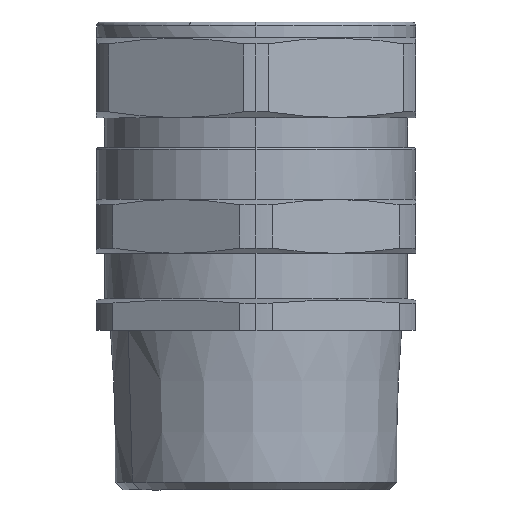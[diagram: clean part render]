
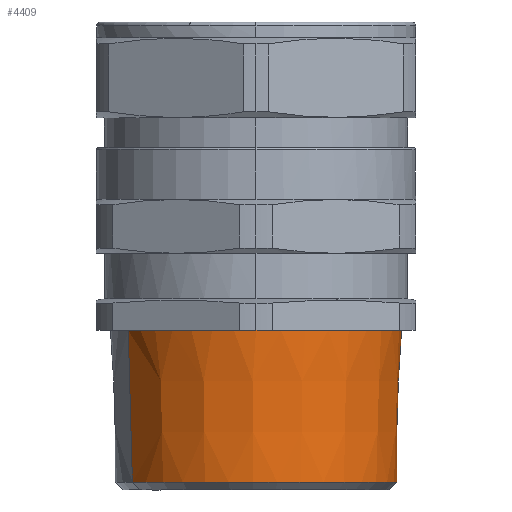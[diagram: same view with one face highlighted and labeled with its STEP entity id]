
A CAD part, front view. The second image highlights one B-rep face of the part: STEP entity #4409.
In plain terms, the highlighted conical face has half-angle 1.78 degrees and reference radius 35.257 mm.
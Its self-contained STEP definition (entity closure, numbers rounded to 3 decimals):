
#4300=AXIS2_PLACEMENT_3D('Circle Axis2P3D',#4298,#4299,$) ;
#4307=AXIS2_PLACEMENT_3D('Circle Axis2P3D',#4305,#4306,$) ;
#4395=AXIS2_PLACEMENT_3D('Cone Axis2P3D',#4392,#4393,#4394) ;
#4399=AXIS2_PLACEMENT_3D('Circle Axis2P3D',#4397,#4398,$) ;
#4293=CARTESIAN_POINT('Vertex',(7.968,27.001,46.478)) ;
#4298=CARTESIAN_POINT('Axis2P3D Location',(40.,44.5,46.478)) ;
#4302=CARTESIAN_POINT('Vertex',(40.,8.,46.478)) ;
#4305=CARTESIAN_POINT('Axis2P3D Location',(40.,44.5,46.478)) ;
#4309=CARTESIAN_POINT('Vertex',(72.032,61.999,46.478)) ;
#4357=CARTESIAN_POINT('Line Origine',(-13605.145,-7409.877,499197.956)) ;
#4361=CARTESIAN_POINT('Vertex',(9.005,27.567,8.477)) ;
#4364=CARTESIAN_POINT('Line Origine',(13685.145,7498.877,499197.956)) ;
#4368=CARTESIAN_POINT('Vertex',(70.995,61.433,8.477)) ;
#4392=CARTESIAN_POINT('Axis2P3D Location',(40.,44.5,6.478)) ;
#4397=CARTESIAN_POINT('Axis2P3D Location',(40.,44.5,8.477)) ;
#4299=DIRECTION('Axis2P3D Direction',(0.,0.,-1.)) ;
#4306=DIRECTION('Axis2P3D Direction',(0.,0.,-1.)) ;
#4358=DIRECTION('Vector Direction',(-0.027,-0.015,1.)) ;
#4365=DIRECTION('Vector Direction',(0.027,0.015,1.)) ;
#4393=DIRECTION('Axis2P3D Direction',(0.,0.,1.)) ;
#4394=DIRECTION('Axis2P3D XDirection',(-0.878,-0.479,0.)) ;
#4398=DIRECTION('Axis2P3D Direction',(0.,0.,1.)) ;
#4359=VECTOR('Line Direction',#4358,1.) ;
#4366=VECTOR('Line Direction',#4365,1.) ;
#4403=ORIENTED_EDGE('',*,*,#4370,.T.) ;
#4404=ORIENTED_EDGE('',*,*,#4311,.T.) ;
#4405=ORIENTED_EDGE('',*,*,#4304,.T.) ;
#4406=ORIENTED_EDGE('',*,*,#4363,.F.) ;
#4407=ORIENTED_EDGE('',*,*,#4401,.T.) ;
#4409=ADVANCED_FACE('PartBody',(#4408),#4396,.T.) ;
#4301=CIRCLE('generated circle',#4300,36.5) ;
#4308=CIRCLE('generated circle',#4307,36.5) ;
#4400=CIRCLE('generated circle',#4399,35.319) ;
#4396=CONICAL_SURFACE('Cone',#4395,35.257,0.031) ;
#4304=EDGE_CURVE('',#4303,#4294,#4301,.T.) ;
#4311=EDGE_CURVE('',#4310,#4303,#4308,.T.) ;
#4363=EDGE_CURVE('',#4362,#4294,#4360,.T.) ;
#4370=EDGE_CURVE('',#4369,#4310,#4367,.T.) ;
#4401=EDGE_CURVE('',#4362,#4369,#4400,.T.) ;
#4402=EDGE_LOOP('',(#4403,#4404,#4405,#4406,#4407)) ;
#4408=FACE_OUTER_BOUND('',#4402,.T.) ;
#4360=LINE('Line',#4357,#4359) ;
#4367=LINE('Line',#4364,#4366) ;
#4294=VERTEX_POINT('',#4293) ;
#4303=VERTEX_POINT('',#4302) ;
#4310=VERTEX_POINT('',#4309) ;
#4362=VERTEX_POINT('',#4361) ;
#4369=VERTEX_POINT('',#4368) ;
